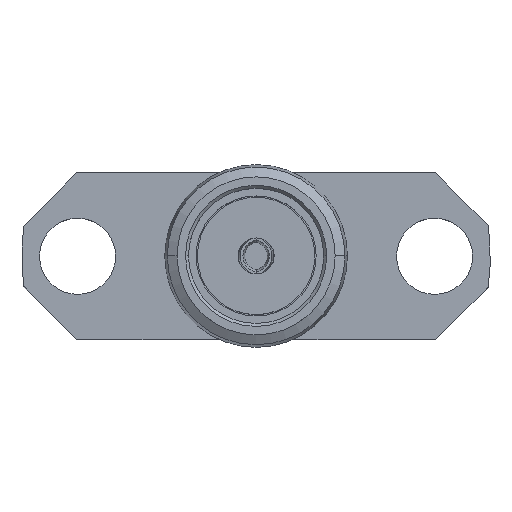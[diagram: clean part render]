
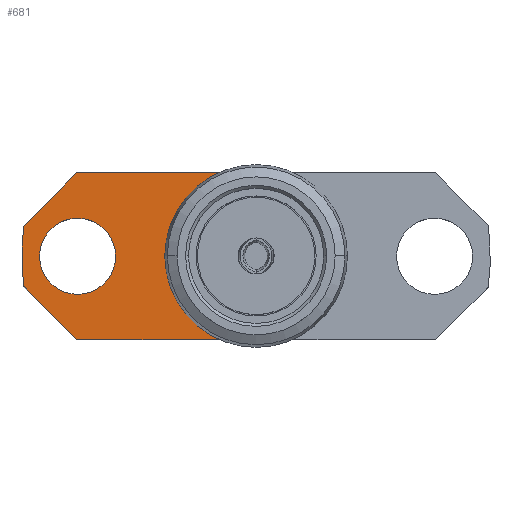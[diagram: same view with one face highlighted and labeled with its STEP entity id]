
A CAD part, top view. The second image highlights one B-rep face of the part: STEP entity #681.
In plain terms, the highlighted planar face has unit normal (0, 0, 1).
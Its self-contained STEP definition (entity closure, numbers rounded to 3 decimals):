
#104 = EDGE_CURVE ( 'NONE', #1978, #1376, #838, .T. ) ;
#124 = CIRCLE ( 'NONE', #1221, 8. ) ;
#152 = CIRCLE ( 'NONE', #2512, 2.9 ) ;
#164 = CARTESIAN_POINT ( 'NONE',  ( -7.4, 0., -7.9 ) ) ;
#180 = LINE ( 'NONE', #1721, #1412 ) ;
#202 = ORIENTED_EDGE ( 'NONE', *, *, #2847, .T. ) ;
#304 = VECTOR ( 'NONE', #687, 1000. ) ;
#427 = AXIS2_PLACEMENT_3D ( 'NONE', #1306, #1767, #1064 ) ;
#441 = CARTESIAN_POINT ( 'NONE',  ( -6.1, 0., -7.9 ) ) ;
#482 = AXIS2_PLACEMENT_3D ( 'NONE', #998, #2610, #1231 ) ;
#488 = DIRECTION ( 'NONE',  ( 1., 0., 0. ) ) ;
#502 = CARTESIAN_POINT ( 'NONE',  ( -7.931, -1.049, -7.9 ) ) ;
#514 = CIRCLE ( 'NONE', #1015, 1.3 ) ;
#547 = DIRECTION ( 'NONE',  ( 0., 0., -1. ) ) ;
#580 = EDGE_CURVE ( 'NONE', #1618, #2222, #180, .T. ) ;
#593 = CARTESIAN_POINT ( 'NONE',  ( -6.13, 2.85, -7.9 ) ) ;
#604 = CARTESIAN_POINT ( 'NONE',  ( 0., 0., -7.9 ) ) ;
#658 = CARTESIAN_POINT ( 'NONE',  ( -4.8, 0., -7.9 ) ) ;
#663 = AXIS2_PLACEMENT_3D ( 'NONE', #1916, #547, #2144 ) ;
#681 = ADVANCED_FACE ( 'NONE', ( #2592, #1972 ), #2502, .T. ) ;
#684 = DIRECTION ( 'NONE',  ( 1., 0., 0. ) ) ;
#687 = DIRECTION ( 'NONE',  ( -1., 0., 0. ) ) ;
#690 = VECTOR ( 'NONE', #488, 1000. ) ;
#734 = AXIS2_PLACEMENT_3D ( 'NONE', #2337, #2802, #1202 ) ;
#818 = CARTESIAN_POINT ( 'NONE',  ( -7.931, 1.049, -7.9 ) ) ;
#824 = ORIENTED_EDGE ( 'NONE', *, *, #2795, .F. ) ;
#838 = CIRCLE ( 'NONE', #427, 1.3 ) ;
#843 = DIRECTION ( 'NONE',  ( -1., 0., 0. ) ) ;
#855 = ORIENTED_EDGE ( 'NONE', *, *, #104, .T. ) ;
#946 = EDGE_CURVE ( 'NONE', #2543, #2947, #2766, .T. ) ;
#963 = CARTESIAN_POINT ( 'NONE',  ( 0., 0., -7.9 ) ) ;
#998 = CARTESIAN_POINT ( 'NONE',  ( 0., 0., -7.9 ) ) ;
#1006 = VERTEX_POINT ( 'NONE', #818 ) ;
#1015 = AXIS2_PLACEMENT_3D ( 'NONE', #441, #2049, #684 ) ;
#1024 = ORIENTED_EDGE ( 'NONE', *, *, #2172, .T. ) ;
#1038 = VERTEX_POINT ( 'NONE', #2983 ) ;
#1064 = DIRECTION ( 'NONE',  ( 1., 0., 0. ) ) ;
#1139 = LINE ( 'NONE', #2517, #1675 ) ;
#1142 = CARTESIAN_POINT ( 'NONE',  ( 0., 2.85, -7.9 ) ) ;
#1187 = DIRECTION ( 'NONE',  ( 1., 0., 0. ) ) ;
#1202 = DIRECTION ( 'NONE',  ( 1., 0., 0. ) ) ;
#1221 = AXIS2_PLACEMENT_3D ( 'NONE', #604, #2209, #843 ) ;
#1231 = DIRECTION ( 'NONE',  ( -1., 0., 0. ) ) ;
#1275 = CIRCLE ( 'NONE', #482, 8. ) ;
#1306 = CARTESIAN_POINT ( 'NONE',  ( -6.1, 0., -7.9 ) ) ;
#1312 = ORIENTED_EDGE ( 'NONE', *, *, #2644, .F. ) ;
#1376 = VERTEX_POINT ( 'NONE', #164 ) ;
#1410 = CARTESIAN_POINT ( 'NONE',  ( -6.13, -2.85, -7.9 ) ) ;
#1412 = VECTOR ( 'NONE', #1961, 1000. ) ;
#1618 = VERTEX_POINT ( 'NONE', #1410 ) ;
#1660 = EDGE_CURVE ( 'NONE', #1618, #2767, #1889, .T. ) ;
#1675 = VECTOR ( 'NONE', #2739, 1000. ) ;
#1721 = CARTESIAN_POINT ( 'NONE',  ( 0., -8.98, -7.9 ) ) ;
#1767 = DIRECTION ( 'NONE',  ( 0., 0., -1. ) ) ;
#1889 = LINE ( 'NONE', #2582, #690 ) ;
#1893 = CARTESIAN_POINT ( 'NONE',  ( -0.536, -2.85, -7.9 ) ) ;
#1916 = CARTESIAN_POINT ( 'NONE',  ( 0., 0., -7.9 ) ) ;
#1938 = CARTESIAN_POINT ( 'NONE',  ( -0.536, 2.85, -7.9 ) ) ;
#1961 = DIRECTION ( 'NONE',  ( -0.707, 0.707, 0. ) ) ;
#1965 = ORIENTED_EDGE ( 'NONE', *, *, #580, .F. ) ;
#1972 = FACE_OUTER_BOUND ( 'NONE', #2149, .T. ) ;
#1978 = VERTEX_POINT ( 'NONE', #658 ) ;
#1995 = ORIENTED_EDGE ( 'NONE', *, *, #946, .T. ) ;
#2018 = EDGE_CURVE ( 'NONE', #1006, #2947, #1139, .T. ) ;
#2026 = EDGE_CURVE ( 'NONE', #1376, #1978, #514, .T. ) ;
#2040 = ORIENTED_EDGE ( 'NONE', *, *, #2018, .F. ) ;
#2049 = DIRECTION ( 'NONE',  ( 0., 0., -1. ) ) ;
#2068 = ORIENTED_EDGE ( 'NONE', *, *, #2026, .T. ) ;
#2095 = CIRCLE ( 'NONE', #663, 2.9 ) ;
#2144 = DIRECTION ( 'NONE',  ( 1., 0., 0. ) ) ;
#2149 = EDGE_LOOP ( 'NONE', ( #1024, #202, #1995, #2040, #1312, #824, #1965, #2931 ) ) ;
#2151 = VERTEX_POINT ( 'NONE', #2542 ) ;
#2172 = EDGE_CURVE ( 'NONE', #2767, #1038, #152, .T. ) ;
#2209 = DIRECTION ( 'NONE',  ( 0., 0., -1. ) ) ;
#2222 = VERTEX_POINT ( 'NONE', #502 ) ;
#2337 = CARTESIAN_POINT ( 'NONE',  ( 0., 8., -7.9 ) ) ;
#2502 = PLANE ( 'NONE',  #734 ) ;
#2512 = AXIS2_PLACEMENT_3D ( 'NONE', #963, #2570, #1187 ) ;
#2517 = CARTESIAN_POINT ( 'NONE',  ( 0., 8.98, -7.9 ) ) ;
#2542 = CARTESIAN_POINT ( 'NONE',  ( -8., 0., -7.9 ) ) ;
#2543 = VERTEX_POINT ( 'NONE', #1938 ) ;
#2564 = EDGE_LOOP ( 'NONE', ( #2068, #855 ) ) ;
#2570 = DIRECTION ( 'NONE',  ( 0., 0., -1. ) ) ;
#2582 = CARTESIAN_POINT ( 'NONE',  ( 0., -2.85, -7.9 ) ) ;
#2592 = FACE_BOUND ( 'NONE', #2564, .T. ) ;
#2610 = DIRECTION ( 'NONE',  ( 0., 0., -1. ) ) ;
#2644 = EDGE_CURVE ( 'NONE', #2151, #1006, #124, .T. ) ;
#2739 = DIRECTION ( 'NONE',  ( 0.707, 0.707, 0. ) ) ;
#2766 = LINE ( 'NONE', #1142, #304 ) ;
#2767 = VERTEX_POINT ( 'NONE', #1893 ) ;
#2795 = EDGE_CURVE ( 'NONE', #2222, #2151, #1275, .T. ) ;
#2802 = DIRECTION ( 'NONE',  ( 0., 0., 1. ) ) ;
#2847 = EDGE_CURVE ( 'NONE', #1038, #2543, #2095, .T. ) ;
#2931 = ORIENTED_EDGE ( 'NONE', *, *, #1660, .T. ) ;
#2947 = VERTEX_POINT ( 'NONE', #593 ) ;
#2983 = CARTESIAN_POINT ( 'NONE',  ( -2.9, 0., -7.9 ) ) ;
